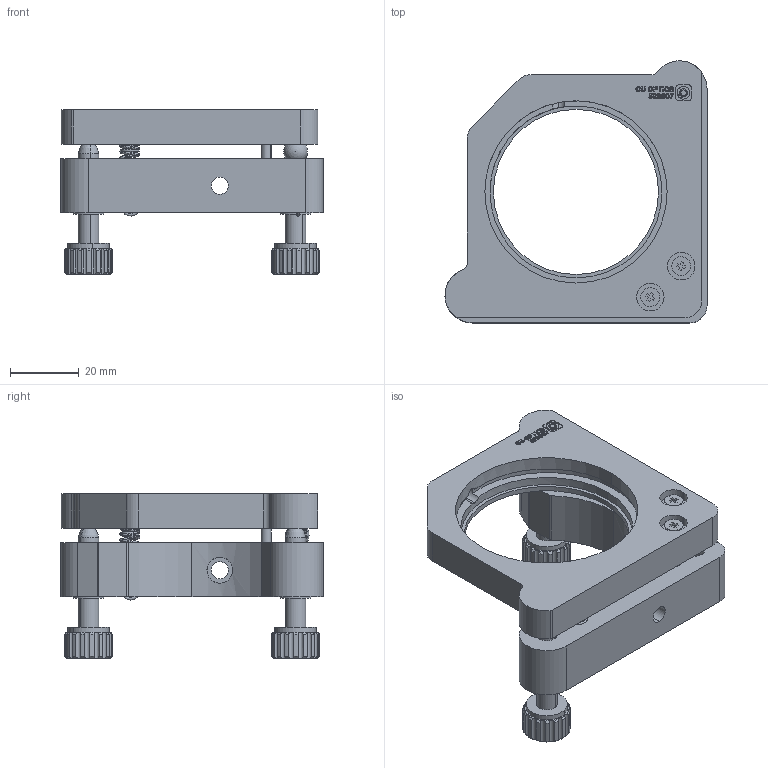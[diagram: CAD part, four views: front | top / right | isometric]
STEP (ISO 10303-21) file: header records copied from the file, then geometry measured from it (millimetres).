
FILE_DESCRIPTION (( 'STEP AP214' ), '1' );
FILE_NAME ('520007.STEP', '2019-08-21T07:43:42', ( 'user' ), ( '微软中国' ), 'SwSTEP 2.0', 'SolidWorks 2016', '' );
FILE_SCHEMA (( 'AUTOMOTIVE_DESIGN' ));
Length unit declared in the file: millimetre
Products named in the file (1): 520007
Bounding box: 76.19 x 76.19 x 47.8 mm (x, y, z)
Surface area: 26649 mm2 (no closed solid volume)
Topology: 0 solids, 16 shells, 586 faces, 1535 edges, 1007 vertices
Faces by surface type: plane 196, cylinder 193, bspline 95, cone 72, torus 28, sphere 2
Entity records: 32316 total; most frequent: CARTESIAN_POINT 11768, ORIENTED_EDGE 3028, DIRECTION 2690, EDGE_CURVE 1522, AXIS2_PLACEMENT_3D 1008, VERTEX_POINT 1004, LINE 674, VECTOR 674
